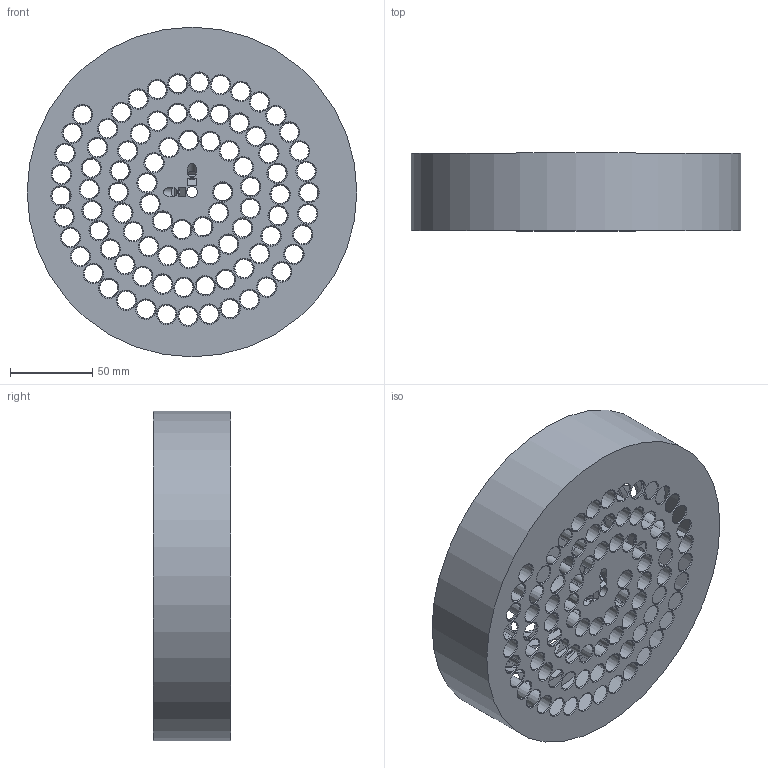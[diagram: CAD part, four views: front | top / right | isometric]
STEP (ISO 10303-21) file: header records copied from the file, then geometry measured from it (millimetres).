
FILE_DESCRIPTION(/* description */ (''),/* implementation_level */ '2;1');
FILE_NAME(/* name */ 'colosseum_tubebed.step',/* time_stamp */ '2019-11-28T18:02:21-08:00',/* author */ (''),/* organization */ (''),/* preprocessor_version */ 'ST-DEVELOPER v18',/* originating_system */ 'Autodesk Translation Framework v8.12.0.6',/* authorisation */ '');
FILE_SCHEMA (('AUTOMOTIVE_DESIGN { 1 0 10303 214 3 1 1 }'));
Length unit declared in the file: millimetre
Products named in the file (1): New tube bed
Bounding box: 200 x 47 x 200 mm (x, y, z)
Volume: 1018823.6 mm3; surface area: 212788.6 mm2
Topology: 1 solids, 1 shells, 209 faces, 540 edges, 332 vertices
Faces by surface type: cone 176, plane 22, cylinder 7, bspline 4
Full cylindrical faces by diameter (mm): 3.5 x2, 6 x2, 6.5 x1, 200 x1
Entity records: 8917 total; most frequent: CARTESIAN_POINT 3221, DIRECTION 1229, ORIENTED_EDGE 1080, EDGE_CURVE 540, AXIS2_PLACEMENT_3D 495, EDGE_LOOP 394, VERTEX_POINT 332, CIRCLE 285
